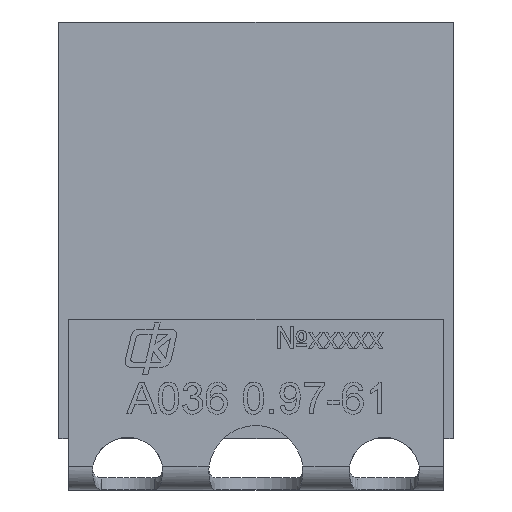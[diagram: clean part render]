
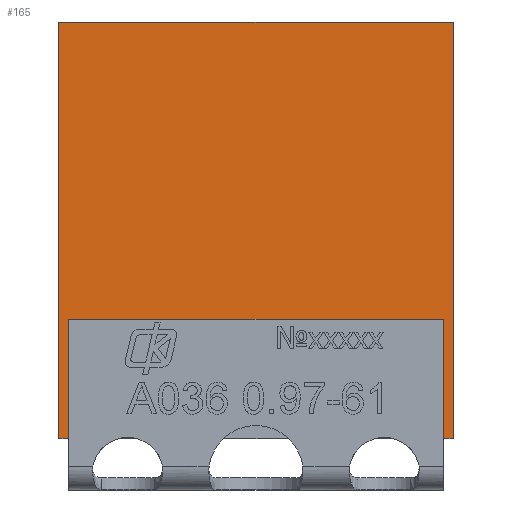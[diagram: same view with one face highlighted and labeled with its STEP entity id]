
A CAD part, top view. The second image highlights one B-rep face of the part: STEP entity #165.
In plain terms, the highlighted planar face has unit normal (0, 0, 1).
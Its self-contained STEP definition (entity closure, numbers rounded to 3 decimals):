
#165=ADVANCED_FACE('',(#3451),#3453,.F.);
#3451=FACE_BOUND('',#3452,.T.);
#3452=EDGE_LOOP('',(#8876,#8877,#8878,#8879,#8880,#8881,#8882,#8883));
#3453=PLANE('',#3454);
#3454=AXIS2_PLACEMENT_3D('',#3455,#3456,#3457);
#3455=CARTESIAN_POINT('',(-5.,5.275,1.8));
#3456=DIRECTION('',(0.,0.,-1.));
#3457=DIRECTION('',(-1.,0.,0.));
#8876=ORIENTED_EDGE('',*,*,#10820,.T.);
#8877=ORIENTED_EDGE('',*,*,#10821,.T.);
#8878=ORIENTED_EDGE('',*,*,#10822,.F.);
#8879=ORIENTED_EDGE('',*,*,#10779,.F.);
#8880=ORIENTED_EDGE('',*,*,#10823,.F.);
#8881=ORIENTED_EDGE('',*,*,#10824,.T.);
#8882=ORIENTED_EDGE('',*,*,#10825,.F.);
#8883=ORIENTED_EDGE('',*,*,#10826,.T.);
#10779=EDGE_CURVE('',#11766,#11758,#11768,.T.);
#10820=EDGE_CURVE('',#11847,#11848,#11849,.T.);
#10821=EDGE_CURVE('',#11848,#11850,#11851,.T.);
#10822=EDGE_CURVE('',#11758,#11850,#11852,.T.);
#10823=EDGE_CURVE('',#11853,#11766,#11854,.T.);
#10824=EDGE_CURVE('',#11853,#11855,#11856,.T.);
#10825=EDGE_CURVE('',#11857,#11855,#11858,.T.);
#10826=EDGE_CURVE('',#11857,#11847,#11859,.T.);
#11758=VERTEX_POINT('',#13390);
#11766=VERTEX_POINT('',#13406);
#11768=LINE('',#13410,#13411);
#11847=VERTEX_POINT('',#13571);
#11848=VERTEX_POINT('',#13572);
#11849=LINE('',#13573,#13574);
#11850=VERTEX_POINT('',#13576);
#11851=LINE('',#13577,#13578);
#11852=LINE('',#13580,#13581);
#11853=VERTEX_POINT('',#13583);
#11854=LINE('',#13584,#13585);
#11855=VERTEX_POINT('',#13587);
#11856=LINE('',#13588,#13589);
#11857=VERTEX_POINT('',#13591);
#11858=LINE('',#13592,#13593);
#11859=LINE('',#13595,#13596);
#13390=CARTESIAN_POINT('',(5.,-5.274,1.8));
#13406=CARTESIAN_POINT('',(5.,5.275,1.8));
#13410=CARTESIAN_POINT('',(5.,5.275,1.8));
#13411=VECTOR('',#13412,1.);
#13412=DIRECTION('',(0.,-1.,0.));
#13571=CARTESIAN_POINT('',(-4.75,-2.25,1.8));
#13572=CARTESIAN_POINT('',(4.75,-2.25,1.8));
#13573=CARTESIAN_POINT('',(-4.75,-2.25,1.8));
#13574=VECTOR('',#13575,1.);
#13575=DIRECTION('',(1.,0.,0.));
#13576=CARTESIAN_POINT('',(4.75,-5.274,1.8));
#13577=CARTESIAN_POINT('',(4.75,-2.25,1.8));
#13578=VECTOR('',#13579,1.);
#13579=DIRECTION('',(0.,-1.,0.));
#13580=CARTESIAN_POINT('',(5.,-5.274,1.8));
#13581=VECTOR('',#13582,1.);
#13582=DIRECTION('',(-1.,0.,0.));
#13583=CARTESIAN_POINT('',(-5.,5.275,1.8));
#13584=CARTESIAN_POINT('',(-5.,5.275,1.8));
#13585=VECTOR('',#13586,1.);
#13586=DIRECTION('',(1.,0.,0.));
#13587=CARTESIAN_POINT('',(-5.,-5.274,1.8));
#13588=CARTESIAN_POINT('',(-5.,5.275,1.8));
#13589=VECTOR('',#13590,1.);
#13590=DIRECTION('',(0.,-1.,0.));
#13591=CARTESIAN_POINT('',(-4.75,-5.274,1.8));
#13592=CARTESIAN_POINT('',(-4.75,-5.274,1.8));
#13593=VECTOR('',#13594,1.);
#13594=DIRECTION('',(-1.,0.,0.));
#13595=CARTESIAN_POINT('',(-4.75,-5.274,1.8));
#13596=VECTOR('',#13597,1.);
#13597=DIRECTION('',(0.,1.,0.));
